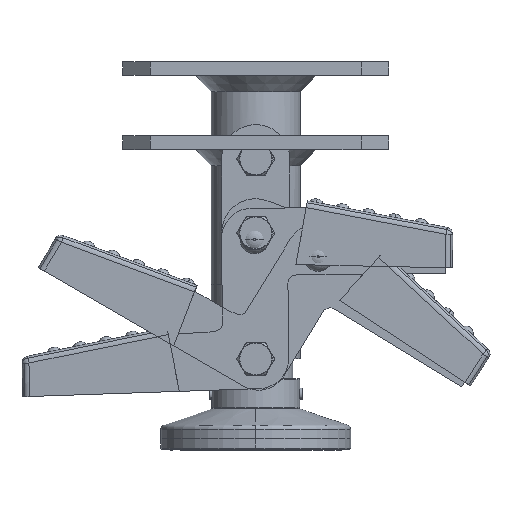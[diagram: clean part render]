
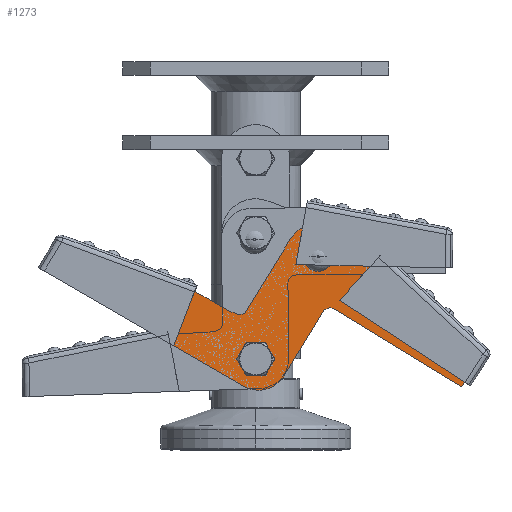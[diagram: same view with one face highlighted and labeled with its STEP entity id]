
A CAD part, front view. The second image highlights one B-rep face of the part: STEP entity #1273.
In plain terms, the highlighted planar face has unit normal (0, -1, 0).
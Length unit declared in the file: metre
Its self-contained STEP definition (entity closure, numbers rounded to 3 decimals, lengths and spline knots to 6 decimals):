
#1273=ADVANCED_FACE('5:20284',(#3159,#3160,#3161),#3162,.F.);
#3159=FACE_OUTER_BOUND('',#6528,.T.);
#3160=FACE_BOUND('',#6529,.T.);
#3161=FACE_BOUND('',#6530,.T.);
#3162=PLANE('',#6531);
#6528=EDGE_LOOP('',(#43475,#43476,#43477,#43478,#43479,#43480,#43481,#43482,#43483,#43484,#43485,#43486,#43487,#43488,#43489,#43490,#43491,#43492,#43493));
#6529=EDGE_LOOP('',(#43494,#43495));
#6530=EDGE_LOOP('',(#43496,#43497));
#6531=AXIS2_PLACEMENT_3D('',#43498,#43499,#43500);
#43475=ORIENTED_EDGE('',*,*,#55087,.T.);
#43476=ORIENTED_EDGE('',*,*,#55069,.T.);
#43477=ORIENTED_EDGE('',*,*,#55088,.T.);
#43478=ORIENTED_EDGE('',*,*,#55089,.T.);
#43479=ORIENTED_EDGE('',*,*,#55065,.T.);
#43480=ORIENTED_EDGE('',*,*,#55090,.T.);
#43481=ORIENTED_EDGE('',*,*,#55091,.T.);
#43482=ORIENTED_EDGE('',*,*,#55092,.T.);
#43483=ORIENTED_EDGE('',*,*,#55093,.T.);
#43484=ORIENTED_EDGE('',*,*,#55094,.T.);
#43485=ORIENTED_EDGE('',*,*,#55057,.T.);
#43486=ORIENTED_EDGE('',*,*,#55095,.T.);
#43487=ORIENTED_EDGE('',*,*,#55096,.T.);
#43488=ORIENTED_EDGE('',*,*,#55061,.T.);
#43489=ORIENTED_EDGE('',*,*,#55097,.T.);
#43490=ORIENTED_EDGE('',*,*,#55098,.T.);
#43491=ORIENTED_EDGE('',*,*,#55099,.F.);
#43492=ORIENTED_EDGE('',*,*,#55100,.F.);
#43493=ORIENTED_EDGE('',*,*,#55101,.F.);
#43494=ORIENTED_EDGE('',*,*,#55102,.T.);
#43495=ORIENTED_EDGE('',*,*,#55049,.T.);
#43496=ORIENTED_EDGE('',*,*,#55053,.T.);
#43497=ORIENTED_EDGE('',*,*,#55103,.T.);
#43498=CARTESIAN_POINT('',(0.00885,-0.0285,-0.07443));
#43499=DIRECTION('',(0.0,1.0,-0.0));
#43500=DIRECTION('',(0.0,0.0,1.0));
#55049=EDGE_CURVE('5:20395',#59512,#59516,#59518,.F.);
#55053=EDGE_CURVE('5:20398',#59520,#59524,#59526,.T.);
#55057=EDGE_CURVE('5:20377',#59528,#59532,#59534,.T.);
#55061=EDGE_CURVE('5:20371',#59536,#59540,#59542,.T.);
#55065=EDGE_CURVE('5:20392',#59544,#59548,#59550,.T.);
#55069=EDGE_CURVE('5:20335',#59552,#59556,#59558,.T.);
#55087=EDGE_CURVE('5:20335',#59587,#59552,#59588,.T.);
#55088=EDGE_CURVE('5:20347',#59556,#59589,#59590,.T.);
#55089=EDGE_CURVE('5:20392',#59589,#59544,#59591,.T.);
#55090=EDGE_CURVE('5:20389',#59548,#59592,#59593,.T.);
#55091=EDGE_CURVE('5:20386',#59592,#59594,#59595,.T.);
#55092=EDGE_CURVE('5:20383',#59594,#59596,#59597,.T.);
#55093=EDGE_CURVE('5:20380',#59596,#59598,#59599,.T.);
#55094=EDGE_CURVE('5:20377',#59598,#59528,#59600,.T.);
#55095=EDGE_CURVE('5:20374',#59532,#59601,#59602,.T.);
#55096=EDGE_CURVE('5:20371',#59601,#59536,#59603,.T.);
#55097=EDGE_CURVE('5:20368',#59540,#59604,#59605,.T.);
#55098=EDGE_CURVE('5:20365',#59604,#59606,#59607,.T.);
#55099=EDGE_CURVE('5:20362',#59608,#59606,#59609,.T.);
#55100=EDGE_CURVE('5:20359',#59610,#59608,#59611,.T.);
#55101=EDGE_CURVE('5:20356',#59587,#59610,#59612,.T.);
#55102=EDGE_CURVE('5:20395',#59516,#59512,#59613,.F.);
#55103=EDGE_CURVE('5:20398',#59524,#59520,#59614,.T.);
#59512=VERTEX_POINT('',#68206);
#59516=VERTEX_POINT('',#68211);
#59518=CIRCLE('',#68214,0.005);
#59520=VERTEX_POINT('',#68216);
#59524=VERTEX_POINT('',#68221);
#59526=CIRCLE('',#68224,0.005);
#59528=VERTEX_POINT('',#68226);
#59532=VERTEX_POINT('',#68231);
#59534=CIRCLE('',#68234,0.013);
#59536=VERTEX_POINT('',#68236);
#59540=VERTEX_POINT('',#68241);
#59542=CIRCLE('',#68244,0.0035);
#59544=VERTEX_POINT('',#68246);
#59548=VERTEX_POINT('',#68251);
#59550=CIRCLE('',#68254,0.0035);
#59552=VERTEX_POINT('',#68256);
#59556=VERTEX_POINT('',#68261);
#59558=CIRCLE('',#68264,0.013);
#59587=VERTEX_POINT('',#68304);
#59588=CIRCLE('',#68305,0.013);
#59589=VERTEX_POINT('',#68306);
#59590=LINE('',#68307,#68308);
#59591=CIRCLE('',#68309,0.0035);
#59592=VERTEX_POINT('',#68310);
#59593=LINE('',#68311,#68312);
#59594=VERTEX_POINT('',#68313);
#59595=LINE('',#68314,#68315);
#59596=VERTEX_POINT('',#68316);
#59597=LINE('',#68317,#68318);
#59598=VERTEX_POINT('',#68319);
#59599=LINE('',#68320,#68321);
#59600=CIRCLE('',#68322,0.013);
#59601=VERTEX_POINT('',#68323);
#59602=LINE('',#68324,#68325);
#59603=CIRCLE('',#68326,0.0035);
#59604=VERTEX_POINT('',#68327);
#59605=LINE('',#68328,#68329);
#59606=VERTEX_POINT('',#68330);
#59607=LINE('',#68331,#68332);
#59608=VERTEX_POINT('',#68333);
#59609=LINE('',#68334,#68335);
#59610=VERTEX_POINT('',#68336);
#59611=LINE('',#68337,#68338);
#59612=LINE('',#68339,#68340);
#59613=CIRCLE('',#68341,0.005);
#59614=CIRCLE('',#68342,0.005);
#68206=CARTESIAN_POINT('',(-0.005,-0.0285,-0.0965));
#68211=CARTESIAN_POINT('',(0.005,-0.0285,-0.0965));
#68214=AXIS2_PLACEMENT_3D('',#94415,#94416,#94417);
#68216=CARTESIAN_POINT('',(0.021975,-0.0285,-0.051751));
#68221=CARTESIAN_POINT('',(0.031901,-0.0285,-0.05297));
#68224=AXIS2_PLACEMENT_3D('',#94423,#94424,#94425);
#68226=CARTESIAN_POINT('',(0.023019,-0.0285,-0.038737));
#68231=CARTESIAN_POINT('',(0.01498,-0.0285,-0.0446));
#68234=AXIS2_PLACEMENT_3D('',#94431,#94432,#94433);
#68236=CARTESIAN_POINT('',(-0.005942,-0.0285,-0.077202));
#68241=CARTESIAN_POINT('',(-0.008412,-0.0285,-0.07705));
#68244=AXIS2_PLACEMENT_3D('',#94439,#94440,#94441);
#68246=CARTESIAN_POINT('',(0.031313,-0.0285,-0.074513));
#68251=CARTESIAN_POINT('',(0.03396,-0.0285,-0.074927));
#68254=AXIS2_PLACEMENT_3D('',#94447,#94448,#94449);
#68256=CARTESIAN_POINT('',(0.004374,-0.0285,-0.109587));
#68261=CARTESIAN_POINT('',(0.012263,-0.0285,-0.103761));
#68264=AXIS2_PLACEMENT_3D('',#94455,#94456,#94457);
#68304=CARTESIAN_POINT('',(-0.00534,-0.0285,-0.108244));
#68305=AXIS2_PLACEMENT_3D('',#94487,#94488,#94489);
#68306=CARTESIAN_POINT('',(0.029149,-0.0285,-0.076092));
#68307=CARTESIAN_POINT('',(0.030972,-0.0285,-0.073104));
#68308=VECTOR('',#94490,1.);
#68309=AXIS2_PLACEMENT_3D('',#94491,#94492,#94493);
#68310=CARTESIAN_POINT('',(0.089017,-0.0285,-0.108528));
#68311=CARTESIAN_POINT('',(0.038228,-0.0285,-0.077532));
#68312=VECTOR('',#94494,1.0);
#68313=CARTESIAN_POINT('',(0.097873,-0.0285,-0.094017));
#68314=CARTESIAN_POINT('',(0.089017,-0.0285,-0.108528));
#68315=VECTOR('',#94495,1.);
#68316=CARTESIAN_POINT('',(0.053335,-0.0285,-0.052778));
#68317=CARTESIAN_POINT('',(0.097873,-0.0285,-0.094017));
#68318=VECTOR('',#94496,1.0);
#68319=CARTESIAN_POINT('',(0.032849,-0.0285,-0.040275));
#68320=CARTESIAN_POINT('',(0.04608,-0.0285,-0.04835));
#68321=VECTOR('',#94497,1.0);
#68322=AXIS2_PLACEMENT_3D('',#94498,#94499,#94500);
#68323=CARTESIAN_POINT('',(-0.003989,-0.0285,-0.075682));
#68324=CARTESIAN_POINT('',(0.014775,-0.0285,-0.044937));
#68325=VECTOR('',#94501,1.);
#68326=AXIS2_PLACEMENT_3D('',#94502,#94503,#94504);
#68327=CARTESIAN_POINT('',(-0.012647,-0.0285,-0.075145));
#68328=CARTESIAN_POINT('',(-0.005597,-0.0285,-0.078317));
#68329=VECTOR('',#94505,1.);
#68330=CARTESIAN_POINT('',(-0.026344,-0.0285,-0.067229));
#68331=CARTESIAN_POINT('',(-0.012647,-0.0285,-0.075145));
#68332=VECTOR('',#94506,1.0);
#68333=CARTESIAN_POINT('',(-0.073895,-0.0285,-0.048985));
#68334=CARTESIAN_POINT('',(-0.044127,-0.0285,-0.060406));
#68335=VECTOR('',#94507,1.0);
#68336=CARTESIAN_POINT('',(-0.082402,-0.0285,-0.063703));
#68337=CARTESIAN_POINT('',(-0.082402,-0.0285,-0.063703));
#68338=VECTOR('',#94508,1.0);
#68339=CARTESIAN_POINT('',(-0.029372,-0.0285,-0.094354));
#68340=VECTOR('',#94509,1.);
#68341=AXIS2_PLACEMENT_3D('',#94510,#94511,#94512);
#68342=AXIS2_PLACEMENT_3D('',#94513,#94514,#94515);
#94415=CARTESIAN_POINT('',(0.,-0.0285,-0.0965));
#94416=DIRECTION('',(0.0,-1.0,0.0));
#94417=DIRECTION('',(-1.0,0.0,0.));
#94423=CARTESIAN_POINT('',(0.026938,-0.0285,-0.05236));
#94424=DIRECTION('',(0.0,1.0,-0.0));
#94425=DIRECTION('',(-0.993,0.0,0.122));
#94431=CARTESIAN_POINT('',(0.026077,-0.0285,-0.051372));
#94432=DIRECTION('',(-0.0,-1.0,0.0));
#94433=DIRECTION('',(-0.235,0.0,0.972));
#94439=CARTESIAN_POINT('',(-0.006976,-0.0285,-0.073858));
#94440=DIRECTION('',(-0.0,1.0,0.0));
#94441=DIRECTION('',(0.296,0.0,-0.955));
#94447=CARTESIAN_POINT('',(0.032137,-0.0285,-0.077915));
#94448=DIRECTION('',(0.0,1.0,-0.0));
#94449=DIRECTION('',(-0.235,0.0,0.972));
#94455=CARTESIAN_POINT('',(0.001166,-0.0285,-0.096989));
#94456=DIRECTION('',(0.0,-1.0,-0.0));
#94457=DIRECTION('',(0.247,0.0,-0.969));
#94487=CARTESIAN_POINT('',(0.001166,-0.0285,-0.096989));
#94488=DIRECTION('',(0.0,-1.0,-0.0));
#94489=DIRECTION('',(0.247,0.0,-0.969));
#94490=DIRECTION('',(0.521,-0.0,0.854));
#94491=CARTESIAN_POINT('',(0.032137,-0.0285,-0.077915));
#94492=DIRECTION('',(0.0,1.0,-0.0));
#94493=DIRECTION('',(-0.235,0.0,0.972));
#94494=DIRECTION('',(0.854,0.0,-0.521));
#94495=DIRECTION('',(0.521,-0.0,0.854));
#94496=DIRECTION('',(-0.734,0.0,0.679));
#94497=DIRECTION('',(-0.854,0.0,0.521));
#94498=CARTESIAN_POINT('',(0.026077,-0.0285,-0.051372));
#94499=DIRECTION('',(-0.0,-1.0,0.0));
#94500=DIRECTION('',(-0.235,0.0,0.972));
#94501=DIRECTION('',(-0.521,0.0,-0.854));
#94502=CARTESIAN_POINT('',(-0.006976,-0.0285,-0.073858));
#94503=DIRECTION('',(-0.0,1.0,0.0));
#94504=DIRECTION('',(0.296,0.0,-0.955));
#94505=DIRECTION('',(-0.912,0.0,0.41));
#94506=DIRECTION('',(-0.866,0.0,0.5));
#94507=DIRECTION('',(0.934,0.0,-0.358));
#94508=DIRECTION('',(0.5,-0.0,0.866));
#94509=DIRECTION('',(-0.866,0.0,0.5));
#94510=CARTESIAN_POINT('',(0.,-0.0285,-0.0965));
#94511=DIRECTION('',(0.0,-1.0,0.0));
#94512=DIRECTION('',(-1.0,0.0,0.));
#94513=CARTESIAN_POINT('',(0.026938,-0.0285,-0.05236));
#94514=DIRECTION('',(0.0,1.0,-0.0));
#94515=DIRECTION('',(-0.993,0.0,0.122));
